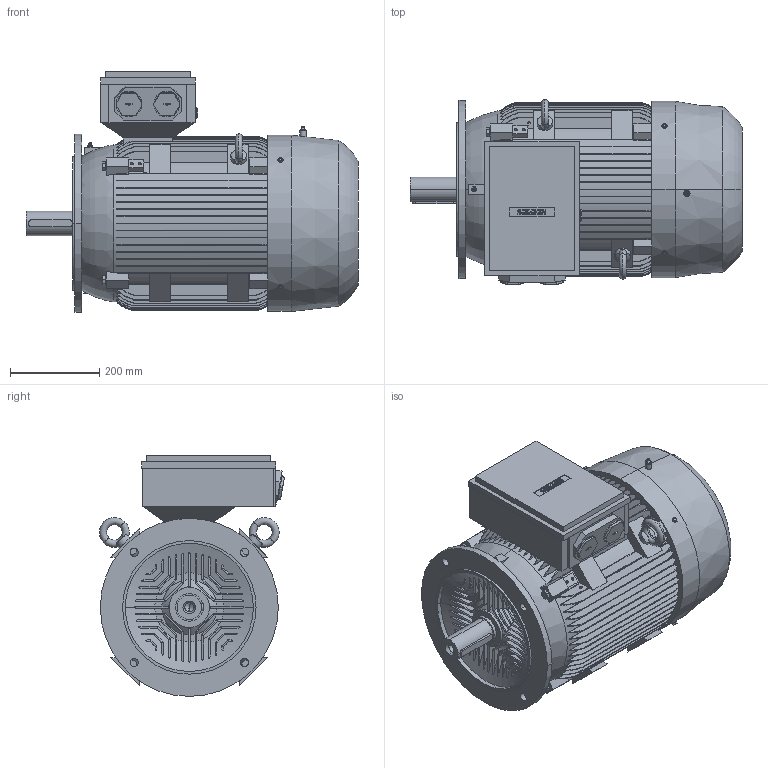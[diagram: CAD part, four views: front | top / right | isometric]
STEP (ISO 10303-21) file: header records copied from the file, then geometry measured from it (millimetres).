
FILE_DESCRIPTION(('STEP AP214'),'1');
FILE_NAME('cctmp_D9C15FF1-8C6E-4AE9-9B46-65D94BECE697_2023_06_27_09_05_13_0749..stp','2023-06-27T07:05:14',('SIEMENS A&D'),('CADClick - www.CADClick.com'),'Spatial InterOp 3D',' ','unknown authorization');
FILE_SCHEMA(('AUTOMOTIVE_DESIGN'));
Length unit declared in the file: millimetre
Products named in the file (1): 1
Bounding box: 746 x 415.54 x 541 mm (x, y, z)
Volume: 74014324.6 mm3; surface area: 2194925.6 mm2
Topology: 1 solids, 1 shells, 1368 faces, 3843 edges, 2498 vertices
Faces by surface type: plane 874, cylinder 300, torus 160, cone 34
Entity records: 64403 total; most frequent: CARTESIAN_POINT 19221, ORIENTED_EDGE 7602, DIRECTION 6693, EDGE_CURVE 3801, VERTEX_POINT 2498, AXIS2_PLACEMENT_3D 2312, LINE 2069, VECTOR 2069
